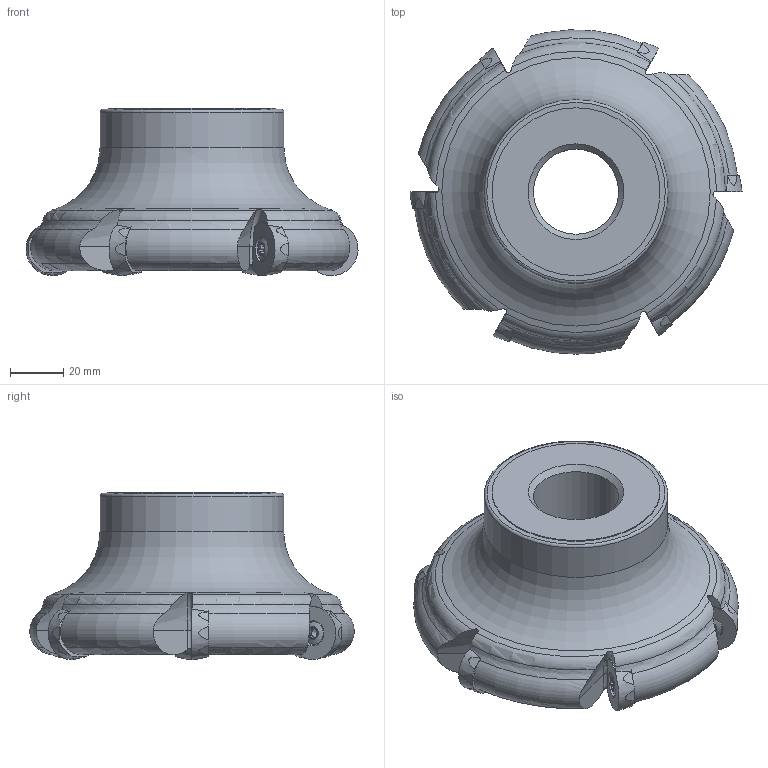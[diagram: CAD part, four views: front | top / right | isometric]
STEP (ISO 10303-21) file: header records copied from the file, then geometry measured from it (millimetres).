
FILE_DESCRIPTION(/* description */ (''),/* implementation_level */ '2;1');
FILE_NAME(/* name */ '1543376972004.stp',/* time_stamp */ '2018-11-28T09:19:53+06:00',/* author */ (''),/* organization */ ('SMS'),/* preprocessor_version */ 'ST-DEVELOPER v15',/* originating_system */ 'SIEMENS PLM Software NX 8.5',/* authorisation */ '');
FILE_SCHEMA (('AUTOMOTIVE_DESIGN { 1 0 10303 214 3 1 1 1 }'));
Length unit declared in the file: millimetre
Products named in the file (4): 201857738mod000_00; ASSEMBLY_CONSTRUCTION; 201919487mod000_00; 201919486mod000_00
Assembly tree (8 placements, depth 2):
  201919486mod000_00
    201919487mod000_00
    ASSEMBLY_CONSTRUCTION
    201857738mod000_00  x6
Bounding box: 124.95 x 122.05 x 62.99 mm (x, y, z)
Volume: 291042.3 mm3; surface area: 48919.9 mm2
Topology: 7 solids, 7 shells, 460 faces, 1199 edges, 785 vertices
Faces by surface type: plane 208, cone 81, extrusion 72, torus 59, cylinder 34, sphere 6
Full cylindrical faces by diameter (mm): 5.35 x6, 6.5 x6, 8.45 x6, 32.013 x1, 45 x1, 63.2 x1, 69.2 x1
Entity records: 15732 total; most frequent: CARTESIAN_POINT 6287, ORIENTED_EDGE 1904, DIRECTION 1874, EDGE_CURVE 952, AXIS2_PLACEMENT_3D 774, VERTEX_POINT 638, EDGE_LOOP 460, ADVANCED_FACE 390
